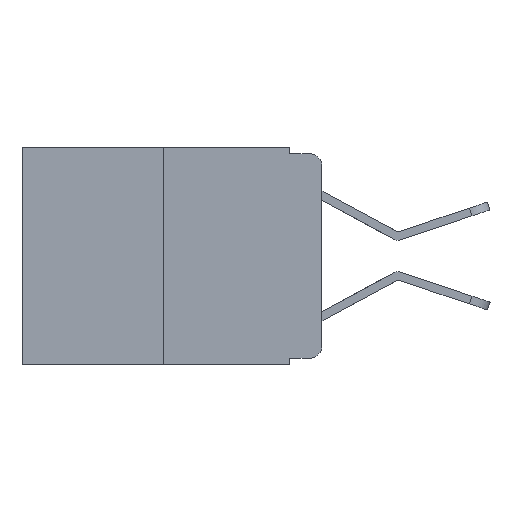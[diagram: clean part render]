
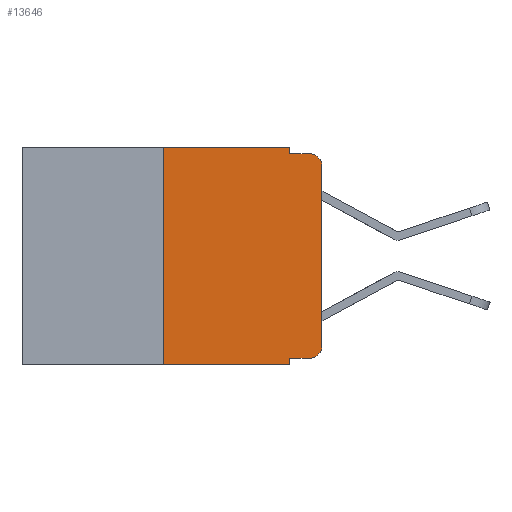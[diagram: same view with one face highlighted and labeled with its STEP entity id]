
A CAD part, left-side view. The second image highlights one B-rep face of the part: STEP entity #13646.
In plain terms, the highlighted planar face has unit normal (-1, 0, 0).
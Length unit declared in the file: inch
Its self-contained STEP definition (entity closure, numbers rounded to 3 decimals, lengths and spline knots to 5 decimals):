
#183 = DIRECTION ( 'NONE',  ( 0., 0., -1. ) ) ;
#261 = EDGE_CURVE ( 'NONE', #8670, #6579, #13335, .T. ) ;
#281 = EDGE_CURVE ( 'NONE', #10832, #6347, #2572, .T. ) ;
#395 = CARTESIAN_POINT ( 'NONE',  ( 0., 0.25, 0. ) ) ;
#629 = LINE ( 'NONE', #6530, #8875 ) ;
#683 = DIRECTION ( 'NONE',  ( 0., -1., 0. ) ) ;
#753 = ORIENTED_EDGE ( 'NONE', *, *, #281, .T. ) ;
#811 = CARTESIAN_POINT ( 'NONE',  ( 0., 0.02, -0.313 ) ) ;
#826 = DIRECTION ( 'NONE',  ( 0., 0., -1. ) ) ;
#827 = CARTESIAN_POINT ( 'NONE',  ( 0., 0.473, -0.343 ) ) ;
#867 = DIRECTION ( 'NONE',  ( 0., -1., 0. ) ) ;
#1421 = CARTESIAN_POINT ( 'NONE',  ( 0., 0.473, 0. ) ) ;
#1523 = VERTEX_POINT ( 'NONE', #8866 ) ;
#1583 = VECTOR ( 'NONE', #683, 39.37008 ) ;
#1659 = VERTEX_POINT ( 'NONE', #12290 ) ;
#1934 = CARTESIAN_POINT ( 'NONE',  ( 0., 0.051, -0.01 ) ) ;
#1937 = VECTOR ( 'NONE', #867, 39.37008 ) ;
#2257 = EDGE_CURVE ( 'NONE', #1523, #10832, #9979, .T. ) ;
#2572 = LINE ( 'NONE', #11024, #4317 ) ;
#2633 = ORIENTED_EDGE ( 'NONE', *, *, #2257, .T. ) ;
#2654 = DIRECTION ( 'NONE',  ( 0., 0., -1. ) ) ;
#2713 = CARTESIAN_POINT ( 'NONE',  ( 0., 0.051, -0.343 ) ) ;
#2785 = FACE_OUTER_BOUND ( 'NONE', #6561, .T. ) ;
#3312 = DIRECTION ( 'NONE',  ( 1., 0., 0. ) ) ;
#3352 = DIRECTION ( 'NONE',  ( 0., -1., 0. ) ) ;
#3514 = EDGE_CURVE ( 'NONE', #6579, #13008, #629, .T. ) ;
#3540 = DIRECTION ( 'NONE',  ( -1., 0., 0. ) ) ;
#3699 = ORIENTED_EDGE ( 'NONE', *, *, #7814, .T. ) ;
#3814 = CARTESIAN_POINT ( 'NONE',  ( 0., 0., -0.313 ) ) ;
#4000 = ORIENTED_EDGE ( 'NONE', *, *, #6580, .T. ) ;
#4002 = CIRCLE ( 'NONE', #9793, 0.02 ) ;
#4317 = VECTOR ( 'NONE', #5210, 39.37008 ) ;
#4729 = VERTEX_POINT ( 'NONE', #14307 ) ;
#4889 = ORIENTED_EDGE ( 'NONE', *, *, #3514, .F. ) ;
#5210 = DIRECTION ( 'NONE',  ( 0., 0., 1. ) ) ;
#5550 = CARTESIAN_POINT ( 'NONE',  ( 0., 0.473, 0. ) ) ;
#5830 = ORIENTED_EDGE ( 'NONE', *, *, #8734, .T. ) ;
#5992 = EDGE_CURVE ( 'NONE', #7139, #6404, #11450, .T. ) ;
#6335 = ORIENTED_EDGE ( 'NONE', *, *, #7667, .F. ) ;
#6347 = VERTEX_POINT ( 'NONE', #14103 ) ;
#6404 = VERTEX_POINT ( 'NONE', #2713 ) ;
#6506 = AXIS2_PLACEMENT_3D ( 'NONE', #811, #14534, #2654 ) ;
#6530 = CARTESIAN_POINT ( 'NONE',  ( 0., 0.051, 0. ) ) ;
#6561 = EDGE_LOOP ( 'NONE', ( #753, #3699, #6335, #4889, #10873, #13643, #5830, #10133, #4000, #2633 ) ) ;
#6579 = VERTEX_POINT ( 'NONE', #14236 ) ;
#6580 = EDGE_CURVE ( 'NONE', #7139, #1523, #10881, .T. ) ;
#6688 = PLANE ( 'NONE',  #13078 ) ;
#7139 = VERTEX_POINT ( 'NONE', #14220 ) ;
#7402 = CARTESIAN_POINT ( 'NONE',  ( 0., 0.051, -0.01 ) ) ;
#7640 = CARTESIAN_POINT ( 'NONE',  ( 0., 0.25, 0. ) ) ;
#7667 = EDGE_CURVE ( 'NONE', #13008, #1659, #10534, .T. ) ;
#7744 = DIRECTION ( 'NONE',  ( 0., 0., 1. ) ) ;
#7810 = VECTOR ( 'NONE', #7744, 39.37008 ) ;
#7814 = EDGE_CURVE ( 'NONE', #6347, #1659, #4002, .T. ) ;
#7914 = VECTOR ( 'NONE', #826, 39.37008 ) ;
#8065 = VECTOR ( 'NONE', #10879, 39.37008 ) ;
#8670 = VERTEX_POINT ( 'NONE', #395 ) ;
#8734 = EDGE_CURVE ( 'NONE', #4729, #6404, #13717, .T. ) ;
#8866 = CARTESIAN_POINT ( 'NONE',  ( 0., 0.02, -0.333 ) ) ;
#8875 = VECTOR ( 'NONE', #12083, 39.37008 ) ;
#9677 = CARTESIAN_POINT ( 'NONE',  ( 0., 0.051, -0.333 ) ) ;
#9793 = AXIS2_PLACEMENT_3D ( 'NONE', #12545, #3540, #183 ) ;
#9979 = CIRCLE ( 'NONE', #6506, 0.02 ) ;
#10010 = DIRECTION ( 'NONE',  ( 0., 0., -1. ) ) ;
#10133 = ORIENTED_EDGE ( 'NONE', *, *, #5992, .F. ) ;
#10303 = VECTOR ( 'NONE', #3352, 39.37008 ) ;
#10534 = LINE ( 'NONE', #7402, #1583 ) ;
#10832 = VERTEX_POINT ( 'NONE', #3814 ) ;
#10873 = ORIENTED_EDGE ( 'NONE', *, *, #261, .F. ) ;
#10879 = DIRECTION ( 'NONE',  ( 0., -1., 0. ) ) ;
#10881 = LINE ( 'NONE', #9677, #1937 ) ;
#11024 = CARTESIAN_POINT ( 'NONE',  ( 0., 0., 0. ) ) ;
#11079 = CARTESIAN_POINT ( 'NONE',  ( 0., 0.051, 0. ) ) ;
#11450 = LINE ( 'NONE', #11079, #7914 ) ;
#11876 = LINE ( 'NONE', #7640, #7810 ) ;
#12083 = DIRECTION ( 'NONE',  ( 0., 0., -1. ) ) ;
#12290 = CARTESIAN_POINT ( 'NONE',  ( 0., 0.02, -0.01 ) ) ;
#12545 = CARTESIAN_POINT ( 'NONE',  ( 0., 0.02, -0.03 ) ) ;
#13008 = VERTEX_POINT ( 'NONE', #1934 ) ;
#13078 = AXIS2_PLACEMENT_3D ( 'NONE', #5550, #3312, #10010 ) ;
#13335 = LINE ( 'NONE', #1421, #10303 ) ;
#13643 = ORIENTED_EDGE ( 'NONE', *, *, #14566, .F. ) ;
#13646 = ADVANCED_FACE ( 'NONE', ( #2785 ), #6688, .F. ) ;
#13717 = LINE ( 'NONE', #827, #8065 ) ;
#14103 = CARTESIAN_POINT ( 'NONE',  ( 0., 0., -0.03 ) ) ;
#14220 = CARTESIAN_POINT ( 'NONE',  ( 0., 0.051, -0.333 ) ) ;
#14236 = CARTESIAN_POINT ( 'NONE',  ( 0., 0.051, 0. ) ) ;
#14307 = CARTESIAN_POINT ( 'NONE',  ( 0., 0.25, -0.343 ) ) ;
#14534 = DIRECTION ( 'NONE',  ( -1., 0., 0. ) ) ;
#14566 = EDGE_CURVE ( 'NONE', #4729, #8670, #11876, .T. ) ;
